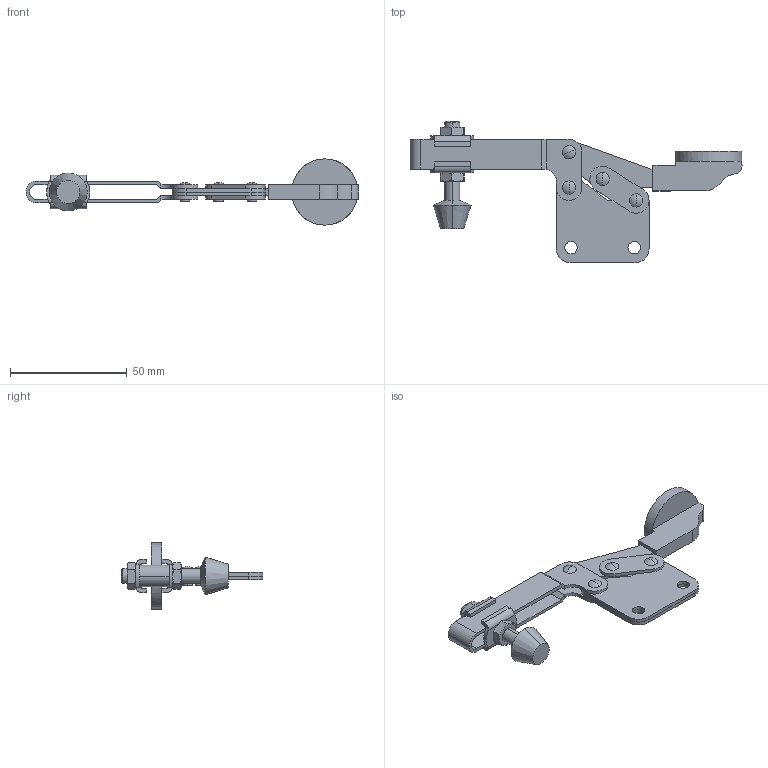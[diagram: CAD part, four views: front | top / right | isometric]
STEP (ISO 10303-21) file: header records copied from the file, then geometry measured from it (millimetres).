
FILE_DESCRIPTION (( 'STEP AP214' ), '1' );
FILE_NAME ('GH-22105(Â²¤Æ)-1.STEP', '2020-07-20T07:13:39', ( 'LinWei' ), ( '' ), 'SwSTEP 2.0', 'SolidWorks 2016', '' );
FILE_SCHEMA (( 'AUTOMOTIVE_DESIGN' ));
Length unit declared in the file: millimetre
Products named in the file (6): Group1^GH-22105(簡化); 12210001-1^GH-22105(簡化)-1; Group5^GH-22105(簡化)-1; Group3^GH-22105(簡化)-1; Group2^GH-22105(簡化)-1; GH-22105(簡化)-1
Assembly tree (5 placements, depth 2):
  GH-22105(簡化)-1
    Group2^GH-22105(簡化)-1
    Group3^GH-22105(簡化)-1
    Group5^GH-22105(簡化)-1
    12210001-1^GH-22105(簡化)-1
    Group1^GH-22105(簡化)
Bounding box: 141.94 x 60.4 x 28.32 mm (x, y, z)
Volume: 18242.9 mm3; surface area: 16404.6 mm2
Topology: 5 solids, 7 shells, 260 faces, 619 edges, 390 vertices
Faces by surface type: plane 114, cylinder 100, cone 38, sphere 8
Entity records: 8866 total; most frequent: CARTESIAN_POINT 1609, DIRECTION 1337, ORIENTED_EDGE 1238, EDGE_CURVE 619, AXIS2_PLACEMENT_3D 518, VERTEX_POINT 390, VECTOR 301, LINE 301
